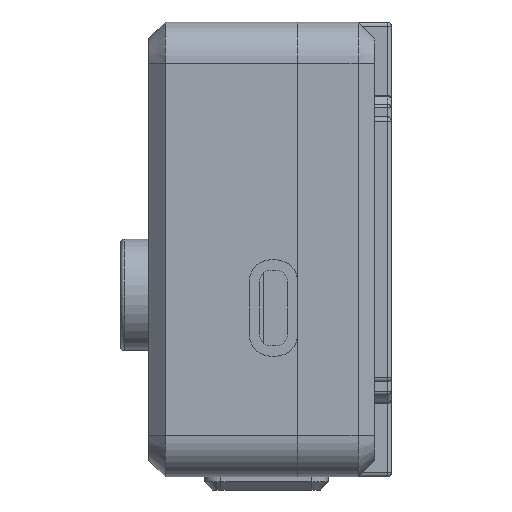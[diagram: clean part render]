
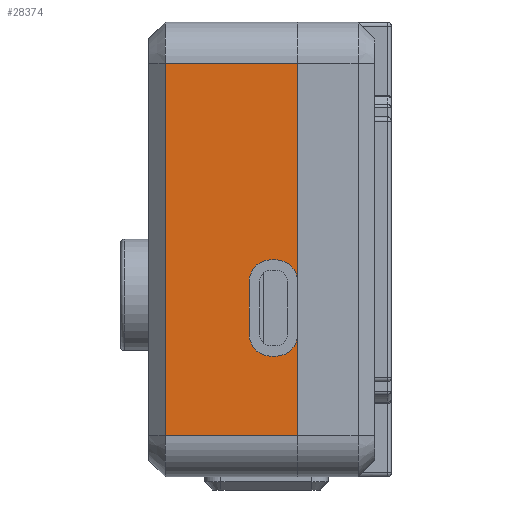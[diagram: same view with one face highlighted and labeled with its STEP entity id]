
A CAD part, left-side view. The second image highlights one B-rep face of the part: STEP entity #28374.
In plain terms, the highlighted face is planar.
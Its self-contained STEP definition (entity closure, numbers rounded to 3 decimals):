
#3 = LINE ( 'NONE', #7211, #13946 ) ;
#181 = CARTESIAN_POINT ( 'NONE',  ( 42.5, 15.38, -12.906 ) ) ;
#289 = LINE ( 'NONE', #21061, #1348 ) ;
#448 = VERTEX_POINT ( 'NONE', #5982 ) ;
#756 = CARTESIAN_POINT ( 'NONE',  ( 42.5, 18., 27.5 ) ) ;
#1146 = ORIENTED_EDGE ( 'NONE', *, *, #5702, .F. ) ;
#1346 = ORIENTED_EDGE ( 'NONE', *, *, #4318, .F. ) ;
#1348 = VECTOR ( 'NONE', #9619, 1000. ) ;
#1592 = CARTESIAN_POINT ( 'NONE',  ( 42.5, 12.15, -10.276 ) ) ;
#1775 = CARTESIAN_POINT ( 'NONE',  ( 42.5, 2., -22.5 ) ) ;
#2037 = CARTESIAN_POINT ( 'NONE',  ( 42.5, 15.38, -3.896 ) ) ;
#2115 = CIRCLE ( 'NONE', #8829, 2.63 ) ;
#2179 = AXIS2_PLACEMENT_3D ( 'NONE', #15700, #17668, #19934 ) ;
#2610 = ORIENTED_EDGE ( 'NONE', *, *, #12074, .F. ) ;
#2721 = CARTESIAN_POINT ( 'NONE',  ( 42.5, 15.38, -10.276 ) ) ;
#3555 = DIRECTION ( 'NONE',  ( 0., 1., 0. ) ) ;
#3895 = CIRCLE ( 'NONE', #21201, 2.63 ) ;
#3934 = DIRECTION ( 'NONE',  ( 0., -1., 0. ) ) ;
#4178 = DIRECTION ( 'NONE',  ( 0., 0., -1. ) ) ;
#4318 = EDGE_CURVE ( 'NONE', #5219, #25338, #2115, .T. ) ;
#4456 = ORIENTED_EDGE ( 'NONE', *, *, #6093, .F. ) ;
#4544 = CARTESIAN_POINT ( 'NONE',  ( 42.5, 18., 22.5 ) ) ;
#4609 = EDGE_LOOP ( 'NONE', ( #7756, #2610, #20289, #1146, #4935, #21679, #15533, #1346, #4456, #8696, #13113, #10080 ) ) ;
#4935 = ORIENTED_EDGE ( 'NONE', *, *, #15612, .F. ) ;
#5219 = VERTEX_POINT ( 'NONE', #21811 ) ;
#5702 = EDGE_CURVE ( 'NONE', #9382, #8185, #28146, .T. ) ;
#5982 = CARTESIAN_POINT ( 'NONE',  ( 42.5, 18., -10.506 ) ) ;
#6093 = EDGE_CURVE ( 'NONE', #27985, #5219, #21993, .T. ) ;
#6405 = LINE ( 'NONE', #24790, #8958 ) ;
#7211 = CARTESIAN_POINT ( 'NONE',  ( 42.5, 14.78, -12.906 ) ) ;
#7676 = PLANE ( 'NONE',  #26952 ) ;
#7719 = CARTESIAN_POINT ( 'NONE',  ( 42.5, 18., -22.5 ) ) ;
#7756 = ORIENTED_EDGE ( 'NONE', *, *, #26150, .F. ) ;
#8185 = VERTEX_POINT ( 'NONE', #25759 ) ;
#8290 = CARTESIAN_POINT ( 'NONE',  ( 42.5, 18., 27.5 ) ) ;
#8496 = DIRECTION ( 'NONE',  ( 1., 0., 0. ) ) ;
#8696 = ORIENTED_EDGE ( 'NONE', *, *, #20268, .T. ) ;
#8829 = AXIS2_PLACEMENT_3D ( 'NONE', #2037, #8496, #13017 ) ;
#8958 = VECTOR ( 'NONE', #3555, 1000. ) ;
#9382 = VERTEX_POINT ( 'NONE', #1592 ) ;
#9489 = DIRECTION ( 'NONE',  ( -1., 0., 0. ) ) ;
#9619 = DIRECTION ( 'NONE',  ( 0., 0., -1. ) ) ;
#10080 = ORIENTED_EDGE ( 'NONE', *, *, #15305, .T. ) ;
#10188 = EDGE_CURVE ( 'NONE', #14584, #28186, #15179, .T. ) ;
#10193 = DIRECTION ( 'NONE',  ( 0., 0., -1. ) ) ;
#10701 = LINE ( 'NONE', #27265, #24095 ) ;
#11472 = LINE ( 'NONE', #4544, #21134 ) ;
#11969 = VERTEX_POINT ( 'NONE', #181 ) ;
#12074 = EDGE_CURVE ( 'NONE', #11969, #448, #21115, .T. ) ;
#13017 = DIRECTION ( 'NONE',  ( 0., 0., -1. ) ) ;
#13113 = ORIENTED_EDGE ( 'NONE', *, *, #10188, .T. ) ;
#13586 = CARTESIAN_POINT ( 'NONE',  ( 42.5, 12.15, -3.896 ) ) ;
#13742 = DIRECTION ( 'NONE',  ( 0., -1., 0. ) ) ;
#13946 = VECTOR ( 'NONE', #23187, 1000. ) ;
#14544 = LINE ( 'NONE', #28100, #27724 ) ;
#14584 = VERTEX_POINT ( 'NONE', #24297 ) ;
#15094 = VECTOR ( 'NONE', #4178, 1000. ) ;
#15179 = LINE ( 'NONE', #1775, #15094 ) ;
#15305 = EDGE_CURVE ( 'NONE', #28186, #29244, #6405, .T. ) ;
#15533 = ORIENTED_EDGE ( 'NONE', *, *, #23134, .F. ) ;
#15612 = EDGE_CURVE ( 'NONE', #29485, #9382, #14544, .T. ) ;
#15700 = CARTESIAN_POINT ( 'NONE',  ( 42.5, 14.78, -10.276 ) ) ;
#16576 = FACE_OUTER_BOUND ( 'NONE', #4609, .T. ) ;
#16899 = CARTESIAN_POINT ( 'NONE',  ( 42.5, 14.78, -1.266 ) ) ;
#16955 = DIRECTION ( 'NONE',  ( 0., 0., -1. ) ) ;
#17668 = DIRECTION ( 'NONE',  ( 1., 0., 0. ) ) ;
#19506 = EDGE_CURVE ( 'NONE', #20504, #29485, #3895, .T. ) ;
#19676 = AXIS2_PLACEMENT_3D ( 'NONE', #2721, #28631, #23806 ) ;
#19745 = DIRECTION ( 'NONE',  ( 0., 0., -1. ) ) ;
#19934 = DIRECTION ( 'NONE',  ( 0., 0., -1. ) ) ;
#20268 = EDGE_CURVE ( 'NONE', #27985, #14584, #11472, .T. ) ;
#20289 = ORIENTED_EDGE ( 'NONE', *, *, #21972, .F. ) ;
#20504 = VERTEX_POINT ( 'NONE', #16899 ) ;
#21061 = CARTESIAN_POINT ( 'NONE',  ( 42.5, 18., 27.5 ) ) ;
#21115 = CIRCLE ( 'NONE', #19676, 2.63 ) ;
#21134 = VECTOR ( 'NONE', #13742, 1000. ) ;
#21201 = AXIS2_PLACEMENT_3D ( 'NONE', #21493, #26442, #10193 ) ;
#21493 = CARTESIAN_POINT ( 'NONE',  ( 42.5, 14.78, -3.896 ) ) ;
#21679 = ORIENTED_EDGE ( 'NONE', *, *, #19506, .F. ) ;
#21811 = CARTESIAN_POINT ( 'NONE',  ( 42.5, 18., -3.667 ) ) ;
#21972 = EDGE_CURVE ( 'NONE', #8185, #11969, #3, .T. ) ;
#21993 = LINE ( 'NONE', #8290, #22804 ) ;
#22804 = VECTOR ( 'NONE', #19745, 1000. ) ;
#22910 = CARTESIAN_POINT ( 'NONE',  ( 42.5, 2., -22.5 ) ) ;
#23134 = EDGE_CURVE ( 'NONE', #25338, #20504, #10701, .T. ) ;
#23187 = DIRECTION ( 'NONE',  ( 0., 1., 0. ) ) ;
#23791 = DIRECTION ( 'NONE',  ( 0., 0., 1. ) ) ;
#23806 = DIRECTION ( 'NONE',  ( 0., 0., -1. ) ) ;
#24095 = VECTOR ( 'NONE', #3934, 1000. ) ;
#24297 = CARTESIAN_POINT ( 'NONE',  ( 42.5, 2., 22.5 ) ) ;
#24790 = CARTESIAN_POINT ( 'NONE',  ( 42.5, 18., -22.5 ) ) ;
#25257 = CARTESIAN_POINT ( 'NONE',  ( 42.5, 15.38, -1.266 ) ) ;
#25338 = VERTEX_POINT ( 'NONE', #25257 ) ;
#25759 = CARTESIAN_POINT ( 'NONE',  ( 42.5, 14.78, -12.906 ) ) ;
#26150 = EDGE_CURVE ( 'NONE', #448, #29244, #289, .T. ) ;
#26442 = DIRECTION ( 'NONE',  ( 1., 0., 0. ) ) ;
#26952 = AXIS2_PLACEMENT_3D ( 'NONE', #756, #9489, #23791 ) ;
#27265 = CARTESIAN_POINT ( 'NONE',  ( 42.5, 15.38, -1.266 ) ) ;
#27724 = VECTOR ( 'NONE', #16955, 1000. ) ;
#27985 = VERTEX_POINT ( 'NONE', #28504 ) ;
#28100 = CARTESIAN_POINT ( 'NONE',  ( 42.5, 12.15, -3.896 ) ) ;
#28146 = CIRCLE ( 'NONE', #2179, 2.63 ) ;
#28186 = VERTEX_POINT ( 'NONE', #22910 ) ;
#28374 = ADVANCED_FACE ( 'NONE', ( #16576 ), #7676, .F. ) ;
#28504 = CARTESIAN_POINT ( 'NONE',  ( 42.5, 18., 22.5 ) ) ;
#28631 = DIRECTION ( 'NONE',  ( 1., 0., 0. ) ) ;
#29244 = VERTEX_POINT ( 'NONE', #7719 ) ;
#29485 = VERTEX_POINT ( 'NONE', #13586 ) ;
